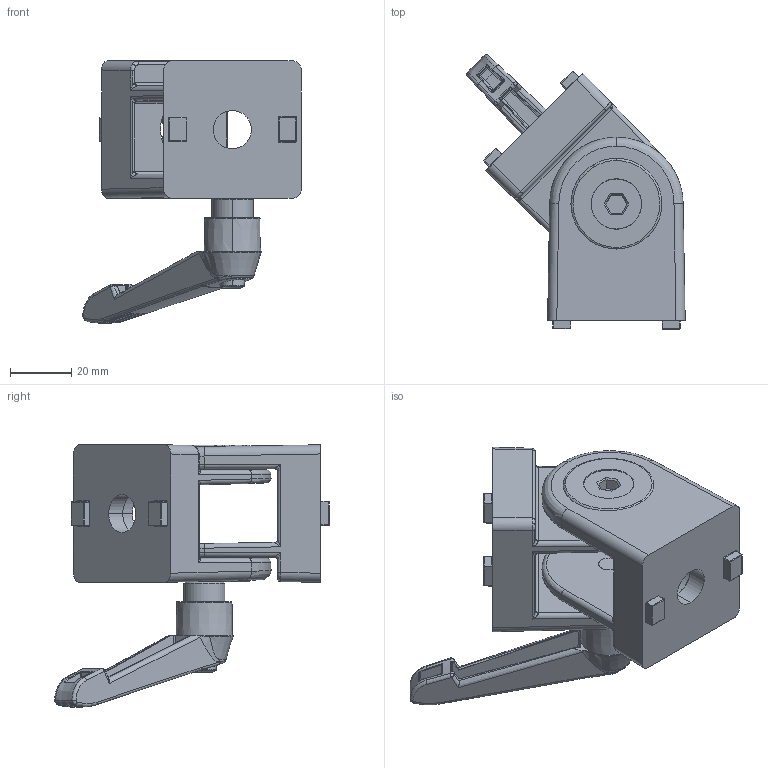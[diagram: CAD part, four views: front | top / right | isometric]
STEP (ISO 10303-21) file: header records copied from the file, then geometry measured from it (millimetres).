
FILE_DESCRIPTION(/* description */ (''),/* implementation_level */ '2;1');
FILE_NAME(/* name */ '324541.stp',/* time_stamp */ '2018-05-12T11:55:19+02:00',/* author */ ('TraceParts'),/* organization */ ('Alutec K&K'),/* preprocessor_version */ 'ST-DEVELOPER v16.1',/* originating_system */ 'Autodesk Inventor 2016',/* authorisation */ '');
FILE_SCHEMA (('AUTOMOTIVE_DESIGN { 1 0 10303 214 3 1 1 }'));
Products named in the file (1): 324541
Bounding box: 71.43 x 89.83 x 85.84 mm (x, y, z)
Volume: 103718.6 mm3; surface area: 30081.9 mm2
Topology: 1 solids, 4 shells, 549 faces, 1400 edges, 839 vertices
Faces by surface type: bspline 217, cylinder 161, plane 132, cone 35, torus 4
Entity records: 37841 total; most frequent: CARTESIAN_POINT 26310, ORIENTED_EDGE 2724, DIRECTION 1524, EDGE_CURVE 1362, VERTEX_POINT 839, B_SPLINE_CURVE_WITH_KNOTS 685, EDGE_LOOP 575, AXIS2_PLACEMENT_3D 554
